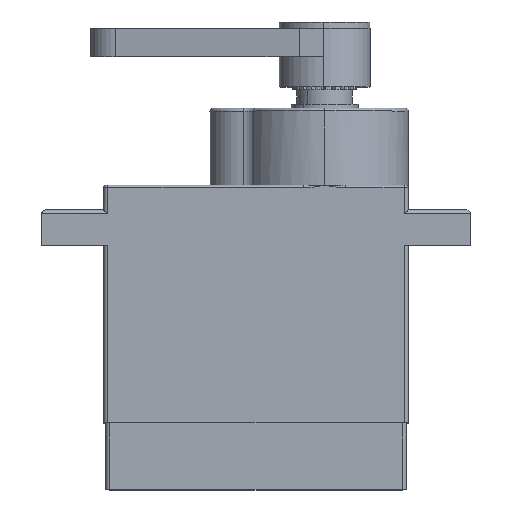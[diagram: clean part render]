
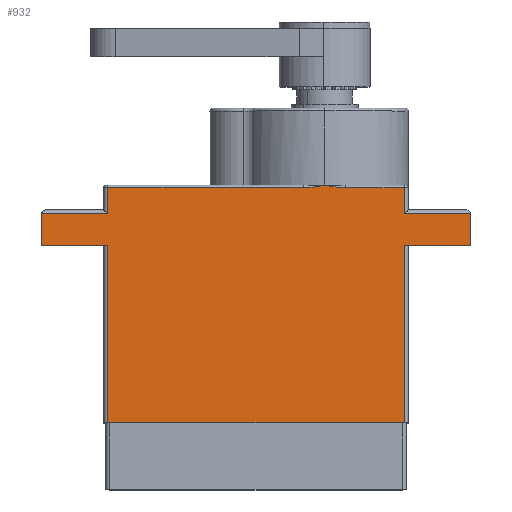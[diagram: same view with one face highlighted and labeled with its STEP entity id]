
A CAD part, top view. The second image highlights one B-rep face of the part: STEP entity #932.
In plain terms, the highlighted planar face has unit normal (0, 0, 1).
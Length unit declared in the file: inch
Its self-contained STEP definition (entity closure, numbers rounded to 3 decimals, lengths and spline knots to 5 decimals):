
#112 = VERTEX_POINT ( 'NONE', #3538 ) ;
#118 = EDGE_CURVE ( 'NONE', #3756, #6464, #6487, .T. ) ;
#125 = LINE ( 'NONE', #2482, #6593 ) ;
#157 = CARTESIAN_POINT ( 'NONE',  ( 0.58786, 0.8878, 0. ) ) ;
#187 = CARTESIAN_POINT ( 'NONE',  ( 1.07874, 0.82283, 0. ) ) ;
#203 = LINE ( 'NONE', #1369, #4813 ) ;
#302 = LINE ( 'NONE', #187, #4478 ) ;
#314 = CARTESIAN_POINT ( 'NONE',  ( 1.07874, 0.7185, 0. ) ) ;
#327 = EDGE_CURVE ( 'NONE', #6464, #6256, #784, .T. ) ;
#329 = CARTESIAN_POINT ( 'NONE',  ( 0.59831, 0.8878, 0. ) ) ;
#340 = ORIENTED_EDGE ( 'NONE', *, *, #358, .T. ) ;
#358 = EDGE_CURVE ( 'NONE', #3044, #5312, #203, .T. ) ;
#473 = VECTOR ( 'NONE', #5603, 39.37008 ) ;
#515 = VECTOR ( 'NONE', #5869, 39.37008 ) ;
#516 = CARTESIAN_POINT ( 'NONE',  ( 0.89567, 0.19685, 0. ) ) ;
#532 = CARTESIAN_POINT ( 'NONE',  ( 0.64961, 0.89567, 0. ) ) ;
#570 = EDGE_CURVE ( 'NONE', #4452, #4757, #2364, .T. ) ;
#625 = CARTESIAN_POINT ( 'NONE',  ( 0.88386, 0.7185, 0. ) ) ;
#717 = EDGE_LOOP ( 'NONE', ( #2472, #4139, #3882, #1200, #5458, #5846, #7198, #340, #4684, #7291, #6787, #1922, #4070, #721, #5807 ) ) ;
#721 = ORIENTED_EDGE ( 'NONE', *, *, #7495, .F. ) ;
#729 = VERTEX_POINT ( 'NONE', #157 ) ;
#784 = LINE ( 'NONE', #6651, #4563 ) ;
#932 = ADVANCED_FACE ( 'NONE', ( #1697 ), #3309, .F. ) ;
#965 = B_SPLINE_CURVE_WITH_KNOTS ( 'NONE', 3,
 ( #6854, #2152, #5049, #1611, #329, #3980 ),
 .UNSPECIFIED., .F., .F.,
 ( 4, 2, 4 ),
 ( -0.00002, 0.00078, 0.00157 ),
 .UNSPECIFIED. ) ;
#1015 = LINE ( 'NONE', #3967, #1049 ) ;
#1039 = EDGE_CURVE ( 'NONE', #6256, #1192, #6281, .T. ) ;
#1049 = VECTOR ( 'NONE', #7460, 39.37008 ) ;
#1170 = DIRECTION ( 'NONE',  ( 0., -1., 0. ) ) ;
#1192 = VERTEX_POINT ( 'NONE', #3799 ) ;
#1200 = ORIENTED_EDGE ( 'NONE', *, *, #1320, .T. ) ;
#1264 = DIRECTION ( 'NONE',  ( -1., 0., 0. ) ) ;
#1270 = CARTESIAN_POINT ( 'NONE',  ( 0.67005, 0.89194, 0. ) ) ;
#1320 = EDGE_CURVE ( 'NONE', #1192, #729, #965, .T. ) ;
#1369 = CARTESIAN_POINT ( 'NONE',  ( -0.18307, 0.82283, 0. ) ) ;
#1432 = CARTESIAN_POINT ( 'NONE',  ( -0.18307, 0.7185, 0. ) ) ;
#1477 = CARTESIAN_POINT ( 'NONE',  ( 0.01181, 0.19685, 0. ) ) ;
#1495 = EDGE_CURVE ( 'NONE', #7120, #3756, #2338, .T. ) ;
#1611 = CARTESIAN_POINT ( 'NONE',  ( 0.60862, 0.88897, 0. ) ) ;
#1627 = VERTEX_POINT ( 'NONE', #3065 ) ;
#1697 = FACE_OUTER_BOUND ( 'NONE', #717, .T. ) ;
#1734 = EDGE_CURVE ( 'NONE', #112, #3044, #2143, .T. ) ;
#1854 = CARTESIAN_POINT ( 'NONE',  ( 0.65989, 0.8938, 0. ) ) ;
#1922 = ORIENTED_EDGE ( 'NONE', *, *, #5704, .T. ) ;
#2071 = EDGE_CURVE ( 'NONE', #5889, #7399, #125, .T. ) ;
#2143 = LINE ( 'NONE', #6191, #4018 ) ;
#2152 = CARTESIAN_POINT ( 'NONE',  ( 0.6394, 0.89381, 0. ) ) ;
#2161 = DIRECTION ( 'NONE',  ( -1., 0., 0. ) ) ;
#2248 = EDGE_CURVE ( 'NONE', #4452, #5312, #5566, .T. ) ;
#2267 = VECTOR ( 'NONE', #2868, 39.37008 ) ;
#2335 = VECTOR ( 'NONE', #3297, 39.37008 ) ;
#2338 = LINE ( 'NONE', #5890, #6836 ) ;
#2364 = LINE ( 'NONE', #2403, #4923 ) ;
#2403 = CARTESIAN_POINT ( 'NONE',  ( 0.01181, 0.19685, 0. ) ) ;
#2408 = LINE ( 'NONE', #7072, #3142 ) ;
#2430 = CARTESIAN_POINT ( 'NONE',  ( 0.88386, 0.81102, 0. ) ) ;
#2472 = ORIENTED_EDGE ( 'NONE', *, *, #118, .T. ) ;
#2482 = CARTESIAN_POINT ( 'NONE',  ( 1.07874, 0.7185, 0. ) ) ;
#2868 = DIRECTION ( 'NONE',  ( -1., 0., 0. ) ) ;
#3001 = CARTESIAN_POINT ( 'NONE',  ( 0.71136, 0.8878, 0. ) ) ;
#3044 = VERTEX_POINT ( 'NONE', #3307 ) ;
#3065 = CARTESIAN_POINT ( 'NONE',  ( 0.01181, 0.8878, 0. ) ) ;
#3098 = DIRECTION ( 'NONE',  ( 0., -1., 0. ) ) ;
#3142 = VECTOR ( 'NONE', #6185, 39.37008 ) ;
#3169 = CARTESIAN_POINT ( 'NONE',  ( 1.07874, 0.81102, 0. ) ) ;
#3282 = EDGE_CURVE ( 'NONE', #729, #1627, #6814, .T. ) ;
#3297 = DIRECTION ( 'NONE',  ( -1., 0., 0. ) ) ;
#3307 = CARTESIAN_POINT ( 'NONE',  ( -0.18307, 0.81102, 0. ) ) ;
#3309 = PLANE ( 'NONE',  #7465 ) ;
#3400 = CARTESIAN_POINT ( 'NONE',  ( 0., 0.8878, 0. ) ) ;
#3538 = CARTESIAN_POINT ( 'NONE',  ( 0.01181, 0.81102, 0. ) ) ;
#3595 = VERTEX_POINT ( 'NONE', #5494 ) ;
#3756 = VERTEX_POINT ( 'NONE', #2430 ) ;
#3799 = CARTESIAN_POINT ( 'NONE',  ( 0.64961, 0.89567, 0. ) ) ;
#3882 = ORIENTED_EDGE ( 'NONE', *, *, #1039, .T. ) ;
#3967 = CARTESIAN_POINT ( 'NONE',  ( 0.88386, 0.89567, 0. ) ) ;
#3980 = CARTESIAN_POINT ( 'NONE',  ( 0.58786, 0.8878, 0. ) ) ;
#4018 = VECTOR ( 'NONE', #6770, 39.37008 ) ;
#4070 = ORIENTED_EDGE ( 'NONE', *, *, #2071, .F. ) ;
#4139 = ORIENTED_EDGE ( 'NONE', *, *, #327, .T. ) ;
#4195 = CARTESIAN_POINT ( 'NONE',  ( 0.88386, 0.89567, 0. ) ) ;
#4371 = DIRECTION ( 'NONE',  ( 0., -1., 0. ) ) ;
#4452 = VERTEX_POINT ( 'NONE', #7410 ) ;
#4478 = VECTOR ( 'NONE', #4371, 39.37008 ) ;
#4563 = VECTOR ( 'NONE', #4997, 39.37008 ) ;
#4684 = ORIENTED_EDGE ( 'NONE', *, *, #2248, .F. ) ;
#4757 = VERTEX_POINT ( 'NONE', #1477 ) ;
#4813 = VECTOR ( 'NONE', #3098, 39.37008 ) ;
#4923 = VECTOR ( 'NONE', #1170, 39.37008 ) ;
#4997 = DIRECTION ( 'NONE',  ( -1., 0., 0. ) ) ;
#5021 = EDGE_CURVE ( 'NONE', #3595, #4757, #5761, .T. ) ;
#5049 = CARTESIAN_POINT ( 'NONE',  ( 0.62916, 0.89194, 0. ) ) ;
#5208 = CARTESIAN_POINT ( 'NONE',  ( 1.07874, 0.7185, 0. ) ) ;
#5312 = VERTEX_POINT ( 'NONE', #1432 ) ;
#5458 = ORIENTED_EDGE ( 'NONE', *, *, #3282, .T. ) ;
#5494 = CARTESIAN_POINT ( 'NONE',  ( 0.88386, 0.19685, 0. ) ) ;
#5566 = LINE ( 'NONE', #314, #473 ) ;
#5603 = DIRECTION ( 'NONE',  ( -1., 0., 0. ) ) ;
#5701 = EDGE_CURVE ( 'NONE', #1627, #112, #2408, .T. ) ;
#5704 = EDGE_CURVE ( 'NONE', #3595, #7399, #1015, .T. ) ;
#5761 = LINE ( 'NONE', #516, #2267 ) ;
#5807 = ORIENTED_EDGE ( 'NONE', *, *, #1495, .T. ) ;
#5846 = ORIENTED_EDGE ( 'NONE', *, *, #5701, .T. ) ;
#5869 = DIRECTION ( 'NONE',  ( 0., 1., 0. ) ) ;
#5889 = VERTEX_POINT ( 'NONE', #5208 ) ;
#5890 = CARTESIAN_POINT ( 'NONE',  ( 0.89567, 0.81102, 0. ) ) ;
#6185 = DIRECTION ( 'NONE',  ( 0., -1., 0. ) ) ;
#6191 = CARTESIAN_POINT ( 'NONE',  ( -0.18307, 0.81102, 0. ) ) ;
#6256 = VERTEX_POINT ( 'NONE', #6673 ) ;
#6281 = B_SPLINE_CURVE_WITH_KNOTS ( 'NONE', 3,
 ( #3001, #7523, #6516, #1270, #1854, #532 ),
 .UNSPECIFIED., .F., .F.,
 ( 4, 2, 4 ),
 ( 0., 0.0008, 0.00159 ),
 .UNSPECIFIED. ) ;
#6464 = VERTEX_POINT ( 'NONE', #6546 ) ;
#6487 = LINE ( 'NONE', #4195, #515 ) ;
#6516 = CARTESIAN_POINT ( 'NONE',  ( 0.69059, 0.88897, 0. ) ) ;
#6546 = CARTESIAN_POINT ( 'NONE',  ( 0.88386, 0.8878, 0. ) ) ;
#6593 = VECTOR ( 'NONE', #7134, 39.37008 ) ;
#6651 = CARTESIAN_POINT ( 'NONE',  ( 0., 0.8878, 0. ) ) ;
#6673 = CARTESIAN_POINT ( 'NONE',  ( 0.71136, 0.8878, 0. ) ) ;
#6770 = DIRECTION ( 'NONE',  ( -1., 0., 0. ) ) ;
#6787 = ORIENTED_EDGE ( 'NONE', *, *, #5021, .F. ) ;
#6814 = LINE ( 'NONE', #3400, #2335 ) ;
#6836 = VECTOR ( 'NONE', #1264, 39.37008 ) ;
#6854 = CARTESIAN_POINT ( 'NONE',  ( 0.64961, 0.89567, 0. ) ) ;
#7072 = CARTESIAN_POINT ( 'NONE',  ( 0.01181, 0.82283, 0. ) ) ;
#7120 = VERTEX_POINT ( 'NONE', #3169 ) ;
#7134 = DIRECTION ( 'NONE',  ( -1., 0., 0. ) ) ;
#7198 = ORIENTED_EDGE ( 'NONE', *, *, #1734, .T. ) ;
#7291 = ORIENTED_EDGE ( 'NONE', *, *, #570, .T. ) ;
#7374 = DIRECTION ( 'NONE',  ( 0., 0., -1. ) ) ;
#7399 = VERTEX_POINT ( 'NONE', #625 ) ;
#7408 = CARTESIAN_POINT ( 'NONE',  ( 0., 0.89567, 0. ) ) ;
#7410 = CARTESIAN_POINT ( 'NONE',  ( 0.01181, 0.7185, 0. ) ) ;
#7460 = DIRECTION ( 'NONE',  ( 0., 1., 0. ) ) ;
#7465 = AXIS2_PLACEMENT_3D ( 'NONE', #7408, #7374, #2161 ) ;
#7495 = EDGE_CURVE ( 'NONE', #7120, #5889, #302, .T. ) ;
#7523 = CARTESIAN_POINT ( 'NONE',  ( 0.7009, 0.8878, 0. ) ) ;
